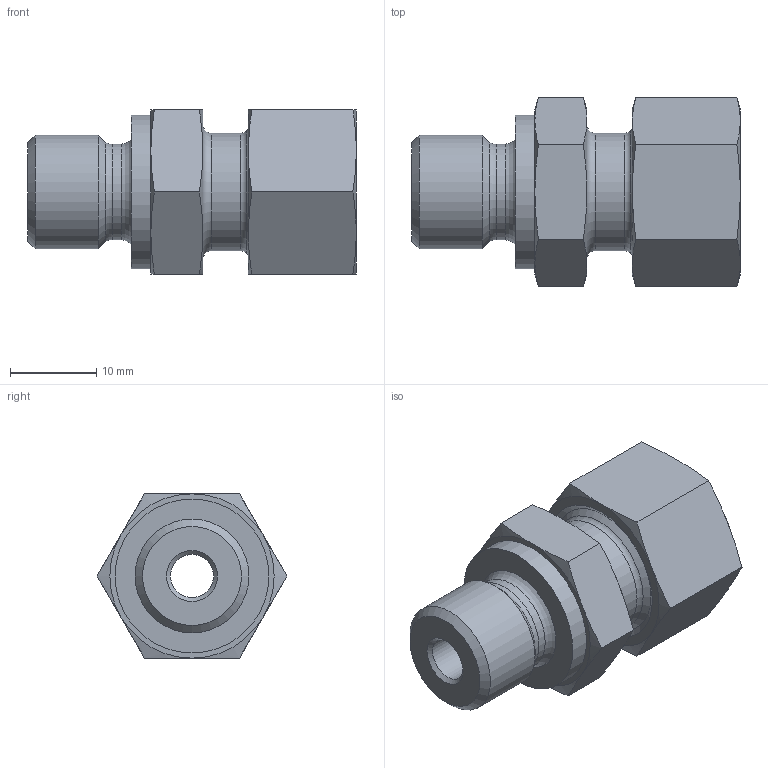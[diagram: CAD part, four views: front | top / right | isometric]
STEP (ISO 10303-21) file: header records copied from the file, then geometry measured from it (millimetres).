
FILE_DESCRIPTION(( 'OX.11.10.14.stp' ), '1');
FILE_NAME( 'OX.11.10.14.stp', '2021-02-23T14:35:19',( 'Sopra'),('sopra-pneumatic.com'), 'SwSTEP 2.0','SolidWorks 2009','' );
FILE_SCHEMA( ( 'CONFIG_CONTROL_DESIGN' ) );
Length unit declared in the file: millimetre
Products named in the file (1): _GEV-10LR 1.4 708.1141.270.20
Bounding box: 38 x 21.94 x 19 mm (x, y, z)
Volume: 6955.1 mm3; surface area: 3758.4 mm2
Topology: 1 solids, 1 shells, 49 faces, 103 edges, 61 vertices
Faces by surface type: cone 20, plane 19, cylinder 6, torus 4
Full cylindrical faces by diameter (mm): 5 x1, 10 x1, 11.09 x1, 13.157 x1, 13.6 x1, 17.8 x1
Entity records: 1376 total; most frequent: CARTESIAN_POINT 412, DIRECTION 182, ORIENTED_EDGE 166, AXIS2_PLACEMENT_3D 85, EDGE_CURVE 83, EDGE_LOOP 74, FACE_OUTER_BOUND 59, VERTEX_POINT 59
